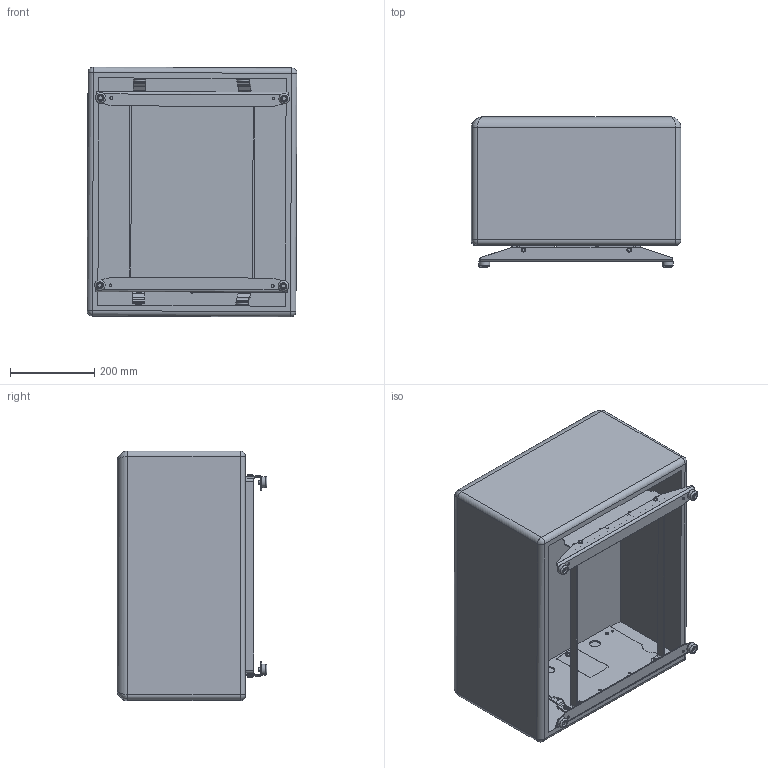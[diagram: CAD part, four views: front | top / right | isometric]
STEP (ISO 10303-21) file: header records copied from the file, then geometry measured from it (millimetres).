
FILE_DESCRIPTION(/* description */ (''),/* implementation_level */ '2;1');
FILE_NAME(/* name */ 'GOT00.stp',/* time_stamp */ '2019-06-27T13:28:50-04:00',/* author */ ('emehringer'),/* organization */ (''),/* preprocessor_version */ 'ST-DEVELOPER v16.13',/* originating_system */ 'Autodesk Inventor 2018',/* authorisation */ '');
FILE_SCHEMA (('AUTOMOTIVE_DESIGN { 1 0 10303 214 3 1 1 }'));
Length unit declared in the file: inch
Products named in the file (3): GOT00; MECH GOT00; UOTTOMAN GOT00
Assembly tree (2 placements, depth 2):
  GOT00
    MECH GOT00
    UOTTOMAN GOT00
Bounding box: 497.58 x 355.6 x 592.45 mm (x, y, z)
Volume: 40649965 mm3; surface area: 2038408.8 mm2
Topology: 10 solids, 14 shells, 912 faces, 2388 edges, 1488 vertices
Faces by surface type: plane 354, cylinder 283, torus 148, sphere 100, cone 19, bspline 8
Full cylindrical faces by diameter (mm): 6.452 x12, 6.502 x8, 6.528 x36, 6.604 x1, 6.731 x6, 7.137 x8, 11.1 x12, 11.112 x4, 13.437 x16, 14.3 x16, 14.684 x4, 15.352 x8, 16.165 x8, 17.602 x8, 17.932 x8, 19.05 x12, 24.606 x4, 25.4 x4
Entity records: 30939 total; most frequent: CARTESIAN_POINT 10194, DIRECTION 4404, ORIENTED_EDGE 3568, AXIS2_PLACEMENT_3D 1917, EDGE_CURVE 1784, EDGE_LOOP 1328, VERTEX_POINT 1228, CIRCLE 1000
